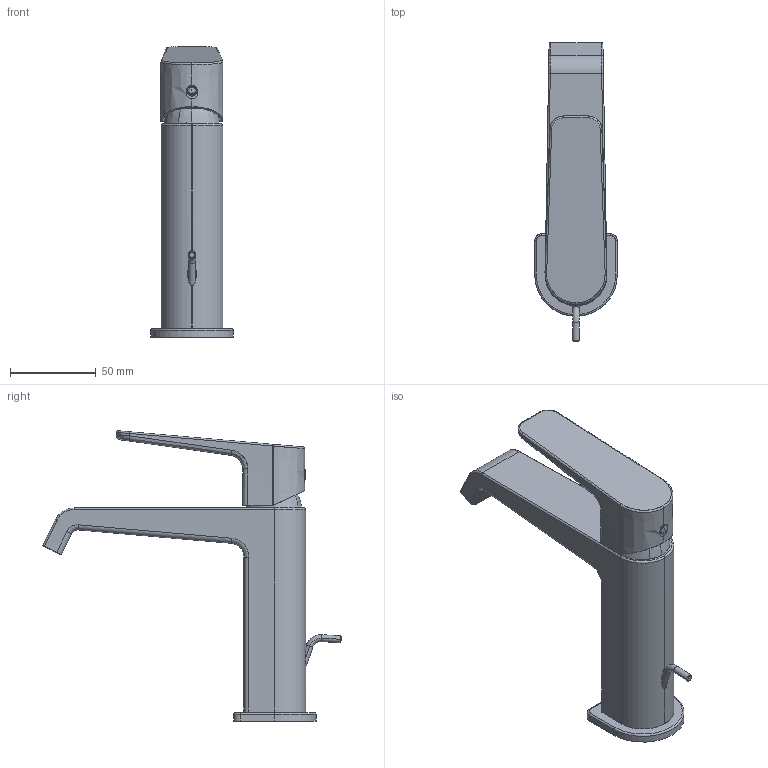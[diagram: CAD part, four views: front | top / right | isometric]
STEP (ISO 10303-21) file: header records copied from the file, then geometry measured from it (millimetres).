
FILE_DESCRIPTION(('CATIA V5 STEP Exchange','CAx-IF Rec.Pracs.--- Model Styling and Organization---1.5--- 2016-08-15','CAx-IF Rec.Pracs.---Supplemental Geometry---1.0---2011-11-01','CAx-IF Rec.Pracs.--- Composite Materials ---3.4---2017-06-13','CAx-IF Rec.Pracs.---Tessellated 3D Geometry---1.0---2015-12-17'),'2;1');
FILE_NAME('RL000494.stp','2025-09-03T13:58:36+00:00',('none'),('none'),'CATIA Version 5-6 Release 2020 SP3','CATIA V5 STEP AP242 v2','none');
FILE_SCHEMA(('AP242_MANAGED_MODEL_BASED_3D_ENGINEERING_MIM_LF {1 0 10303 442 1 1 4}'));
Products named in the file (1): RL000494
Bounding box: 48 x 173.66 x 169 mm (x, y, z)
Volume: 8059.7 mm3; surface area: 47694.2 mm2
Topology: 5 solids, 93 shells, 2266 faces, 6191 edges, 4004 vertices
Faces by surface type: cylinder 891, plane 767, bspline 409, torus 145, cone 48, revolution 4, sphere 2
Entity records: 85362 total; most frequent: CARTESIAN_POINT 39030, ORIENTED_EDGE 11895, EDGE_CURVE 6181, DIRECTION 5482, VERTEX_POINT 4004, VECTOR 2688, LINE 2688, EDGE_LOOP 2556
